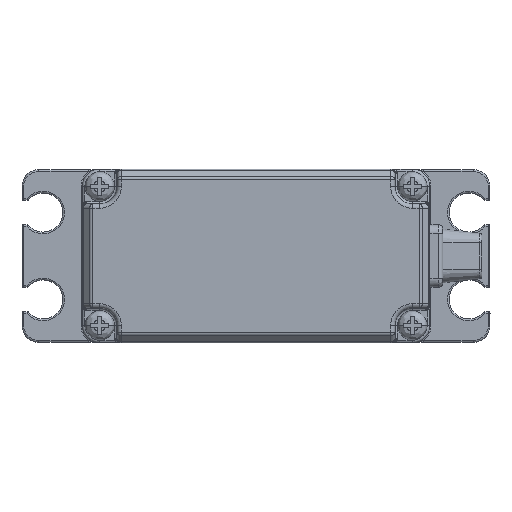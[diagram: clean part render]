
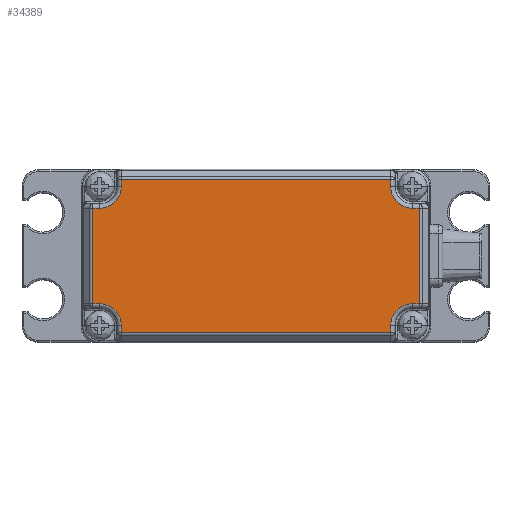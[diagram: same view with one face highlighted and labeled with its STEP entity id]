
A CAD part, front view. The second image highlights one B-rep face of the part: STEP entity #34389.
In plain terms, the highlighted planar face has unit normal (0, -1, 0).
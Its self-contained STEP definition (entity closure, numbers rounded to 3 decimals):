
#1795=DIRECTION('',(-1.,0.,-0.003));
#1796=VECTOR('',#1795,0.783);
#1797=CARTESIAN_POINT('',(18.793,-23.8,5.502));
#1798=LINE('',#1797,#1796);
#1803=CARTESIAN_POINT('',(-18.,-23.8,
8.));
#1804=DIRECTION('',(0.,-1.,0.));
#1805=DIRECTION('',(-0.004,0.,-1.));
#1806=AXIS2_PLACEMENT_3D('',#1803,#1804,#1805);
#1808=CARTESIAN_POINT('',(18.,-23.8,8.));
#1809=DIRECTION('',(0.,-1.,0.));
#1810=DIRECTION('',(-1.,0.,0.));
#1811=AXIS2_PLACEMENT_3D('',#1808,#1809,#1810);
#1813=CARTESIAN_POINT('',(18.,-23.8,
-8.));
#1814=DIRECTION('',(0.,-1.,0.));
#1815=DIRECTION('',(0.004,0.,1.));
#1816=AXIS2_PLACEMENT_3D('',#1813,#1814,#1815);
#1818=DIRECTION('',(0.,0.,-1.));
#1819=VECTOR('',#1818,0.793);
#1820=CARTESIAN_POINT('',(15.5,-23.8,-8.));
#1821=LINE('',#1820,#1819);
#1822=CARTESIAN_POINT('',(-18.,-23.8,
-8.));
#1823=DIRECTION('',(0.,-1.,0.));
#1824=DIRECTION('',(1.,0.,0.));
#1825=AXIS2_PLACEMENT_3D('',#1822,#1823,#1824);
#1827=DIRECTION('',(-1.,0.,0.002));
#1828=VECTOR('',#1827,0.783);
#1829=CARTESIAN_POINT('',(-18.01,-23.8,
5.501));
#1830=LINE('',#1829,#1828);
#1846=DIRECTION('',(0.,0.,-1.));
#1847=VECTOR('',#1846,11.005);
#1848=CARTESIAN_POINT('',(-18.793,-23.8,
5.503));
#1849=LINE('',#1848,#1847);
#1865=DIRECTION('',(1.,0.,0.003));
#1866=VECTOR('',#1865,0.783);
#1867=CARTESIAN_POINT('',(-18.793,-23.8,
-5.502));
#1868=LINE('',#1867,#1866);
#1874=DIRECTION('',(0.,0.,-1.));
#1875=VECTOR('',#1874,0.793);
#1876=CARTESIAN_POINT('',(-15.5,-23.8,
-8.));
#1877=LINE('',#1876,#1875);
#1898=DIRECTION('',(1.,0.,0.));
#1899=VECTOR('',#1898,31.);
#1900=CARTESIAN_POINT('',(-15.5,-23.8,
-8.793));
#1901=LINE('',#1900,#1899);
#1940=DIRECTION('',(1.,0.,-0.003));
#1941=VECTOR('',#1940,0.783);
#1942=CARTESIAN_POINT('',(18.01,-23.8,
-5.501));
#1943=LINE('',#1942,#1941);
#1963=DIRECTION('',(0.,0.,1.));
#1964=VECTOR('',#1963,11.006);
#1965=CARTESIAN_POINT('',(18.793,-23.8,-5.503));
#1966=LINE('',#1965,#1964);
#2176=DIRECTION('',(0.,0.,-1.));
#2177=VECTOR('',#2176,0.793);
#2178=CARTESIAN_POINT('',(-15.5,-23.8,
8.793));
#2179=LINE('',#2178,#2177);
#2218=DIRECTION('',(-1.,0.,0.));
#2219=VECTOR('',#2218,31.);
#2220=CARTESIAN_POINT('',(15.5,-23.8,8.793));
#2221=LINE('',#2220,#2219);
#2237=DIRECTION('',(0.,0.,1.));
#2238=VECTOR('',#2237,0.793);
#2239=CARTESIAN_POINT('',(15.5,-23.8,8.));
#2240=LINE('',#2239,#2238);
#28307=CARTESIAN_POINT('',(15.5,-23.8,-8.));
#28308=CARTESIAN_POINT('',(15.5,-23.8,
-8.793));
#28309=VERTEX_POINT('',#28307);
#28310=VERTEX_POINT('',#28308);
#28311=CARTESIAN_POINT('',(-18.01,-23.8,5.5));
#28312=CARTESIAN_POINT('',(-15.5,-23.8,8.));
#28313=VERTEX_POINT('',#28311);
#28314=VERTEX_POINT('',#28312);
#28315=CARTESIAN_POINT('',(15.5,-23.8,
8.));
#28316=CARTESIAN_POINT('',(18.01,-23.8,
5.5));
#28317=VERTEX_POINT('',#28315);
#28318=VERTEX_POINT('',#28316);
#28319=CARTESIAN_POINT('',(18.01,-23.8,-5.5));
#28320=VERTEX_POINT('',#28319);
#28321=CARTESIAN_POINT('',(-15.5,-23.8,
-8.));
#28322=CARTESIAN_POINT('',(-18.01,-23.8,
-5.5));
#28323=VERTEX_POINT('',#28321);
#28324=VERTEX_POINT('',#28322);
#28325=CARTESIAN_POINT('',(-18.793,-23.8,
5.503));
#28326=VERTEX_POINT('',#28325);
#28333=CARTESIAN_POINT('',(-18.793,-23.8,
-5.502));
#28334=VERTEX_POINT('',#28333);
#28341=CARTESIAN_POINT('',(-15.5,-23.8,
-8.793));
#28342=VERTEX_POINT('',#28341);
#28356=CARTESIAN_POINT('',(-15.5,-23.8,
8.793));
#28357=VERTEX_POINT('',#28356);
#28360=CARTESIAN_POINT('',(15.5,-23.8,8.793));
#28361=VERTEX_POINT('',#28360);
#28378=CARTESIAN_POINT('',(18.793,-23.8,-5.503));
#28379=VERTEX_POINT('',#28378);
#28380=CARTESIAN_POINT('',(18.793,-23.8,
5.502));
#28381=VERTEX_POINT('',#28380);
#34351=CARTESIAN_POINT('',(0.,-23.8,0.));
#34352=DIRECTION('',(0.,1.,0.));
#34353=DIRECTION('',(1.,0.,0.));
#34354=AXIS2_PLACEMENT_3D('',#34351,#34352,#34353);
#34355=PLANE('',#34354);
#34357=ORIENTED_EDGE('',*,*,#34356,.F.);
#34359=ORIENTED_EDGE('',*,*,#34358,.T.);
#34361=ORIENTED_EDGE('',*,*,#34360,.F.);
#34363=ORIENTED_EDGE('',*,*,#34362,.F.);
#34365=ORIENTED_EDGE('',*,*,#34364,.F.);
#34367=ORIENTED_EDGE('',*,*,#34366,.T.);
#34368=ORIENTED_EDGE('',*,*,#34334,.F.);
#34370=ORIENTED_EDGE('',*,*,#34369,.F.);
#34372=ORIENTED_EDGE('',*,*,#34371,.F.);
#34374=ORIENTED_EDGE('',*,*,#34373,.T.);
#34376=ORIENTED_EDGE('',*,*,#34375,.T.);
#34378=ORIENTED_EDGE('',*,*,#34377,.F.);
#34380=ORIENTED_EDGE('',*,*,#34379,.F.);
#34382=ORIENTED_EDGE('',*,*,#34381,.T.);
#34384=ORIENTED_EDGE('',*,*,#34383,.F.);
#34386=ORIENTED_EDGE('',*,*,#34385,.F.);
#34387=EDGE_LOOP('',(#34357,#34359,#34361,#34363,#34365,#34367,#34368,#34370,
#34372,#34374,#34376,#34378,#34380,#34382,#34384,#34386));
#34388=FACE_OUTER_BOUND('',#34387,.F.);
#34389=ADVANCED_FACE('',(#34388),#34355,.F.);
#1807=CIRCLE('',#1806,2.5);
#1812=CIRCLE('',#1811,2.5);
#1817=CIRCLE('',#1816,2.5);
#1826=CIRCLE('',#1825,2.5);
#34334=EDGE_CURVE('',#28381,#28318,#1798,.T.);
#34356=EDGE_CURVE('',#28313,#28326,#1830,.T.);
#34358=EDGE_CURVE('',#28313,#28314,#1807,.T.);
#34360=EDGE_CURVE('',#28357,#28314,#2179,.T.);
#34362=EDGE_CURVE('',#28361,#28357,#2221,.T.);
#34364=EDGE_CURVE('',#28317,#28361,#2240,.T.);
#34366=EDGE_CURVE('',#28317,#28318,#1812,.T.);
#34369=EDGE_CURVE('',#28379,#28381,#1966,.T.);
#34371=EDGE_CURVE('',#28320,#28379,#1943,.T.);
#34373=EDGE_CURVE('',#28320,#28309,#1817,.T.);
#34375=EDGE_CURVE('',#28309,#28310,#1821,.T.);
#34377=EDGE_CURVE('',#28342,#28310,#1901,.T.);
#34379=EDGE_CURVE('',#28323,#28342,#1877,.T.);
#34381=EDGE_CURVE('',#28323,#28324,#1826,.T.);
#34383=EDGE_CURVE('',#28334,#28324,#1868,.T.);
#34385=EDGE_CURVE('',#28326,#28334,#1849,.T.);
